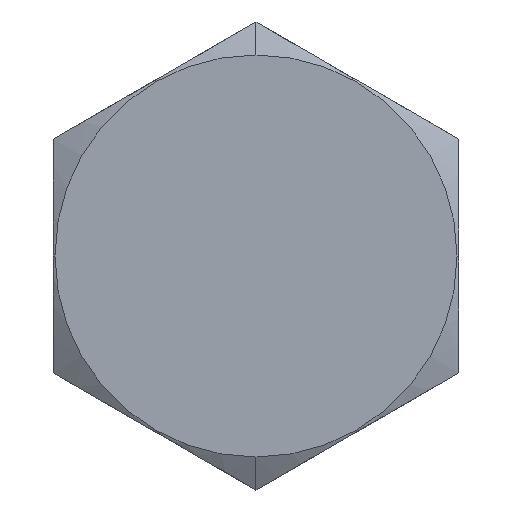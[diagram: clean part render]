
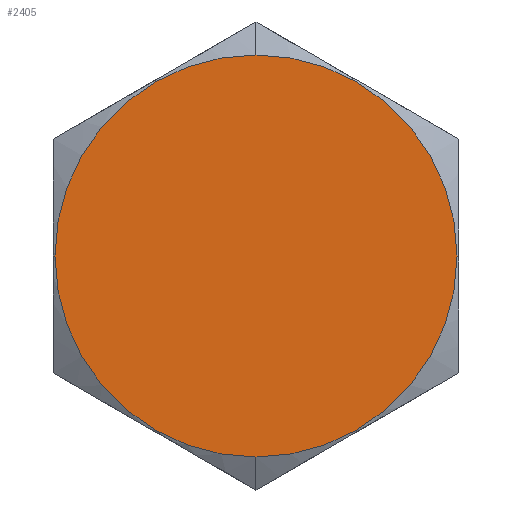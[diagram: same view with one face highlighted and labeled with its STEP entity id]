
A CAD part, left-side view. The second image highlights one B-rep face of the part: STEP entity #2405.
In plain terms, the highlighted planar face has unit normal (-1, 0, 0).
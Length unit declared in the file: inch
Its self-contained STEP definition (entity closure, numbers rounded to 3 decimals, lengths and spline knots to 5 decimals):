
#10 = EDGE_CURVE ( 'NONE', #1774, #7396, #1129, .T. ) ;
#278 = EDGE_LOOP ( 'NONE', ( #1862, #895 ) ) ;
#895 = ORIENTED_EDGE ( 'NONE', *, *, #10, .T. ) ;
#1057 = AXIS2_PLACEMENT_3D ( 'NONE', #4072, #9539, #5556 ) ;
#1129 = CIRCLE ( 'NONE', #3622, 0.62 ) ;
#1495 = CIRCLE ( 'NONE', #9972, 0.62 ) ;
#1774 = VERTEX_POINT ( 'NONE', #7997 ) ;
#1862 = ORIENTED_EDGE ( 'NONE', *, *, #4405, .T. ) ;
#2405 = ADVANCED_FACE ( 'NONE', ( #8382 ), #6432, .F. ) ;
#3133 = DIRECTION ( 'NONE',  ( -1., 0., 0. ) ) ;
#3571 = DIRECTION ( 'NONE',  ( 0., 0., 1. ) ) ;
#3622 = AXIS2_PLACEMENT_3D ( 'NONE', #7549, #6045, #3571 ) ;
#3985 = CARTESIAN_POINT ( 'NONE',  ( -1.37, 0., -0.62 ) ) ;
#4072 = CARTESIAN_POINT ( 'NONE',  ( -1.37, 0.625, 0.36084 ) ) ;
#4405 = EDGE_CURVE ( 'NONE', #7396, #1774, #1495, .T. ) ;
#4687 = CARTESIAN_POINT ( 'NONE',  ( -1.37, 0., 0. ) ) ;
#5556 = DIRECTION ( 'NONE',  ( 0., 0., -1. ) ) ;
#6045 = DIRECTION ( 'NONE',  ( -1., 0., 0. ) ) ;
#6432 = PLANE ( 'NONE',  #1057 ) ;
#7396 = VERTEX_POINT ( 'NONE', #3985 ) ;
#7549 = CARTESIAN_POINT ( 'NONE',  ( -1.37, 0., 0. ) ) ;
#7997 = CARTESIAN_POINT ( 'NONE',  ( -1.37, 0., 0.62 ) ) ;
#8382 = FACE_OUTER_BOUND ( 'NONE', #278, .T. ) ;
#8606 = DIRECTION ( 'NONE',  ( 0., 0., 1. ) ) ;
#9539 = DIRECTION ( 'NONE',  ( 1., 0., 0. ) ) ;
#9972 = AXIS2_PLACEMENT_3D ( 'NONE', #4687, #3133, #8606 ) ;
